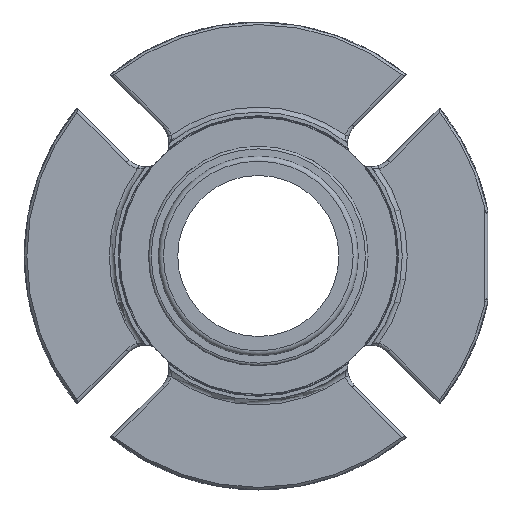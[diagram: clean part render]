
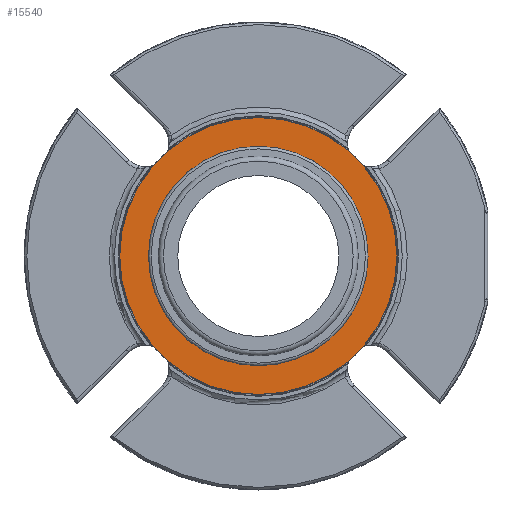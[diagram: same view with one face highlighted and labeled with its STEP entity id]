
A CAD part, left-side view. The second image highlights one B-rep face of the part: STEP entity #15540.
In plain terms, the highlighted planar face has unit normal (-1, 0, 0).
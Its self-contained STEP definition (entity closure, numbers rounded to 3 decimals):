
#2057=PLANE('',#16725);
#5217=ORIENTED_EDGE('',*,*,#6821,.T.);
#5218=ORIENTED_EDGE('',*,*,#6820,.F.);
#6820=EDGE_CURVE('',#7838,#7838,#8432,.F.);
#6821=EDGE_CURVE('',#7839,#7839,#8433,.T.);
#7838=VERTEX_POINT('',#27471);
#7839=VERTEX_POINT('',#27474);
#8432=CIRCLE('',#16724,32.703);
#8433=CIRCLE('',#16726,41.275);
#9200=EDGE_LOOP('',(#5217));
#9201=EDGE_LOOP('',(#5218));
#9976=FACE_BOUND('',#9200,.T.);
#9977=FACE_BOUND('',#9201,.T.);
#15540=ADVANCED_FACE('',(#9976,#9977),#2057,.F.);
#16724=AXIS2_PLACEMENT_3D('',#27470,#19628,#19629);
#16725=AXIS2_PLACEMENT_3D('',#27472,#19630,#19631);
#16726=AXIS2_PLACEMENT_3D('',#27473,#19632,#19633);
#19628=DIRECTION('',(1.,0.,0.));
#19629=DIRECTION('',(0.,1.,0.));
#19630=DIRECTION('',(1.,0.,0.));
#19631=DIRECTION('',(0.,0.,1.));
#19632=DIRECTION('',(-1.,0.,0.));
#19633=DIRECTION('',(0.,0.,-1.));
#27470=CARTESIAN_POINT('',(-0.762,0.,0.));
#27471=CARTESIAN_POINT('',(-0.762,32.703,0.));
#27472=CARTESIAN_POINT('',(-0.762,0.,-41.275));
#27473=CARTESIAN_POINT('',(-0.762,0.,0.));
#27474=CARTESIAN_POINT('',(-0.762,0.,-41.275));
